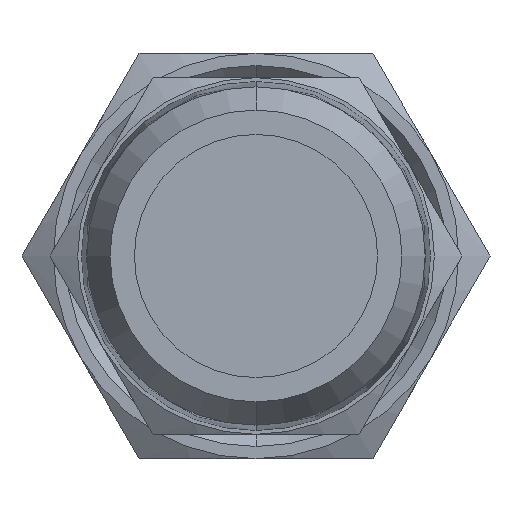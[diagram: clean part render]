
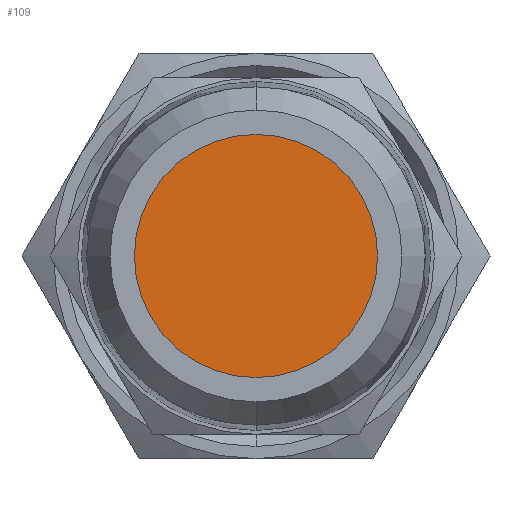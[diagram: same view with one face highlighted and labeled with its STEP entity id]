
A CAD part, front view. The second image highlights one B-rep face of the part: STEP entity #109.
In plain terms, the highlighted planar face has unit normal (0, -1, 0).
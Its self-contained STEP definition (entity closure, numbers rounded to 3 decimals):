
#109 = ADVANCED_FACE ( 'NONE', ( #788 ), #1539, .F. ) ;
#445 = CARTESIAN_POINT ( 'NONE',  ( 0., 1.353, 0. ) ) ;
#446 = DIRECTION ( 'NONE',  ( 0., -1., 0. ) ) ;
#447 = DIRECTION ( 'NONE',  ( 0., 0., 1. ) ) ;
#574 = CARTESIAN_POINT ( 'NONE',  ( 0., 1.353, -7.5 ) ) ;
#585 = CARTESIAN_POINT ( 'NONE',  ( 0., 1.353, 7.5 ) ) ;
#697 = CARTESIAN_POINT ( 'NONE',  ( 0., 1.353, 0. ) ) ;
#698 = DIRECTION ( 'NONE',  ( 0., -1., 0. ) ) ;
#699 = DIRECTION ( 'NONE',  ( 0., 0., 1. ) ) ;
#788 = FACE_OUTER_BOUND ( 'NONE', #1470, .T. ) ;
#966 = CIRCLE ( 'NONE', #2177, 7.5 ) ;
#983 = CIRCLE ( 'NONE', #2182, 7.5 ) ;
#1252 = VERTEX_POINT ( 'NONE', #574 ) ;
#1263 = VERTEX_POINT ( 'NONE', #585 ) ;
#1470 = EDGE_LOOP ( 'NONE', ( #1974, #1984 ) ) ;
#1539 = PLANE ( 'NONE',  #1882 ) ;
#1547 = CARTESIAN_POINT ( 'NONE',  ( 0., 1.353, 0. ) ) ;
#1548 = DIRECTION ( 'NONE',  ( 0., 1., 0. ) ) ;
#1549 = DIRECTION ( 'NONE',  ( 0., 0., 1. ) ) ;
#1700 = EDGE_CURVE ( 'NONE', #1263, #1252, #966, .T. ) ;
#1709 = EDGE_CURVE ( 'NONE', #1252, #1263, #983, .T. ) ;
#1882 = AXIS2_PLACEMENT_3D ( 'NONE', #1547, #1548, #1549 ) ;
#1974 = ORIENTED_EDGE ( 'NONE', *, *, #1709, .T. ) ;
#1984 = ORIENTED_EDGE ( 'NONE', *, *, #1700, .T. ) ;
#2177 = AXIS2_PLACEMENT_3D ( 'NONE', #697, #698, #699 ) ;
#2182 = AXIS2_PLACEMENT_3D ( 'NONE', #445, #446, #447 ) ;
